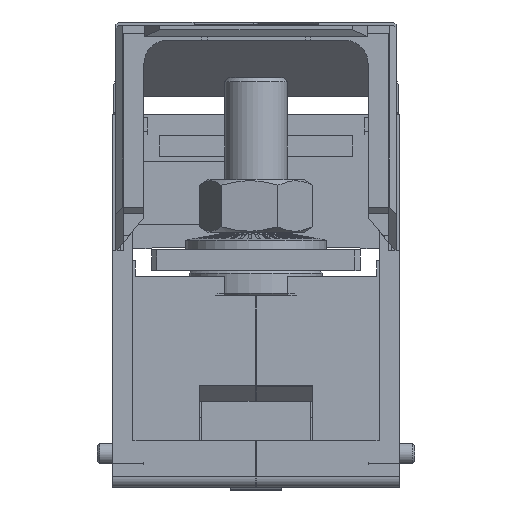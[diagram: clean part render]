
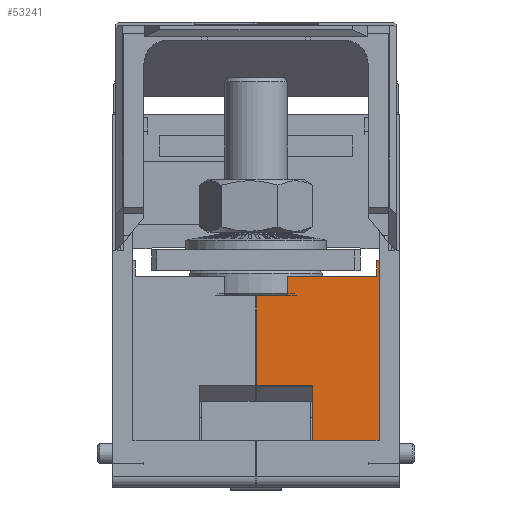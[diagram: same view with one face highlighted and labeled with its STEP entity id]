
A CAD part, left-side view. The second image highlights one B-rep face of the part: STEP entity #53241.
In plain terms, the highlighted planar face has unit normal (-1, 0, 0).
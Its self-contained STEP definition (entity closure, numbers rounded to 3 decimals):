
#3949=ORIENTED_EDGE('',*,*,#19680,.T.);
#3950=ORIENTED_EDGE('',*,*,#19681,.T.);
#3951=ORIENTED_EDGE('',*,*,#19285,.F.);
#3952=ORIENTED_EDGE('',*,*,#19682,.T.);
#3953=ORIENTED_EDGE('',*,*,#19683,.F.);
#3954=ORIENTED_EDGE('',*,*,#19684,.T.);
#3955=ORIENTED_EDGE('',*,*,#19311,.F.);
#3956=ORIENTED_EDGE('',*,*,#18308,.T.);
#3957=ORIENTED_EDGE('',*,*,#18283,.F.);
#3958=ORIENTED_EDGE('',*,*,#19685,.F.);
#3959=ORIENTED_EDGE('',*,*,#19686,.T.);
#3960=ORIENTED_EDGE('',*,*,#18304,.F.);
#3961=ORIENTED_EDGE('',*,*,#19687,.T.);
#3962=ORIENTED_EDGE('',*,*,#19688,.F.);
#3963=ORIENTED_EDGE('',*,*,#19095,.T.);
#3964=ORIENTED_EDGE('',*,*,#19689,.F.);
#3965=ORIENTED_EDGE('',*,*,#19690,.T.);
#3966=ORIENTED_EDGE('',*,*,#19691,.T.);
#3967=ORIENTED_EDGE('',*,*,#19654,.F.);
#3968=ORIENTED_EDGE('',*,*,#19692,.T.);
#3969=ORIENTED_EDGE('',*,*,#19693,.F.);
#3970=ORIENTED_EDGE('',*,*,#19694,.T.);
#3971=ORIENTED_EDGE('',*,*,#19293,.F.);
#3972=ORIENTED_EDGE('',*,*,#19695,.T.);
#18283=EDGE_CURVE('',#26192,#26193,#31476,.T.);
#18304=EDGE_CURVE('',#26212,#26213,#31491,.T.);
#18308=EDGE_CURVE('',#26216,#26193,#31494,.T.);
#19095=EDGE_CURVE('',#26996,#26995,#32014,.T.);
#19285=EDGE_CURVE('',#27170,#27171,#32180,.T.);
#19293=EDGE_CURVE('',#27178,#27179,#32184,.T.);
#19311=EDGE_CURVE('',#26216,#27195,#32195,.T.);
#19654=EDGE_CURVE('',#27477,#27478,#32469,.T.);
#19680=EDGE_CURVE('',#27502,#27503,#32489,.T.);
#19681=EDGE_CURVE('',#27503,#27171,#32490,.T.);
#19682=EDGE_CURVE('',#27170,#27504,#32491,.F.);
#19683=EDGE_CURVE('',#27505,#27504,#32492,.T.);
#19684=EDGE_CURVE('',#27505,#27195,#32493,.T.);
#19685=EDGE_CURVE('',#27506,#26192,#32494,.T.);
#19686=EDGE_CURVE('',#27506,#26213,#32495,.T.);
#19687=EDGE_CURVE('',#26212,#27507,#32496,.F.);
#19688=EDGE_CURVE('',#26996,#27507,#32497,.T.);
#19689=EDGE_CURVE('',#27508,#26995,#32498,.T.);
#19690=EDGE_CURVE('',#27508,#27509,#32499,.T.);
#19691=EDGE_CURVE('',#27509,#27478,#32500,.T.);
#19692=EDGE_CURVE('',#27477,#27510,#32501,.T.);
#19693=EDGE_CURVE('',#27511,#27510,#32502,.T.);
#19694=EDGE_CURVE('',#27511,#27179,#32503,.T.);
#19695=EDGE_CURVE('',#27178,#27502,#32504,.F.);
#26192=VERTEX_POINT('',#75786);
#26193=VERTEX_POINT('',#75787);
#26212=VERTEX_POINT('',#75828);
#26213=VERTEX_POINT('',#75829);
#26216=VERTEX_POINT('',#75837);
#26995=VERTEX_POINT('',#78818);
#26996=VERTEX_POINT('',#78820);
#27170=VERTEX_POINT('',#79208);
#27171=VERTEX_POINT('',#79210);
#27178=VERTEX_POINT('',#79224);
#27179=VERTEX_POINT('',#79226);
#27195=VERTEX_POINT('',#79260);
#27477=VERTEX_POINT('',#79931);
#27478=VERTEX_POINT('',#79933);
#27502=VERTEX_POINT('',#79987);
#27503=VERTEX_POINT('',#79988);
#27504=VERTEX_POINT('',#79991);
#27505=VERTEX_POINT('',#79993);
#27506=VERTEX_POINT('',#79996);
#27507=VERTEX_POINT('',#79999);
#27508=VERTEX_POINT('',#80002);
#27509=VERTEX_POINT('',#80004);
#27510=VERTEX_POINT('',#80007);
#27511=VERTEX_POINT('',#80009);
#31476=LINE('',#75785,#37816);
#31491=LINE('',#75827,#37831);
#31494=LINE('',#75836,#37834);
#32014=LINE('',#78819,#38354);
#32180=LINE('',#79209,#38520);
#32184=LINE('',#79225,#38524);
#32195=LINE('',#79259,#38535);
#32469=LINE('',#79932,#38809);
#32489=LINE('',#79986,#38829);
#32490=LINE('',#79989,#38830);
#32491=LINE('',#79990,#38831);
#32492=LINE('',#79992,#38832);
#32493=LINE('',#79994,#38833);
#32494=LINE('',#79995,#38834);
#32495=LINE('',#79997,#38835);
#32496=LINE('',#79998,#38836);
#32497=LINE('',#80000,#38837);
#32498=LINE('',#80001,#38838);
#32499=LINE('',#80003,#38839);
#32500=LINE('',#80005,#38840);
#32501=LINE('',#80006,#38841);
#32502=LINE('',#80008,#38842);
#32503=LINE('',#80010,#38843);
#32504=LINE('',#80011,#38844);
#37816=VECTOR('',#61404,1000.);
#37831=VECTOR('',#61433,1000.);
#37834=VECTOR('',#61440,1000.);
#38354=VECTOR('',#62368,1000.);
#38520=VECTOR('',#62632,1000.);
#38524=VECTOR('',#62644,1000.);
#38535=VECTOR('',#62669,1000.);
#38809=VECTOR('',#63175,1000.);
#38829=VECTOR('',#63215,1000.);
#38830=VECTOR('',#63216,1000.);
#38831=VECTOR('',#63217,1000.);
#38832=VECTOR('',#63218,1000.);
#38833=VECTOR('',#63219,1000.);
#38834=VECTOR('',#63220,1000.);
#38835=VECTOR('',#63221,1000.);
#38836=VECTOR('',#63222,1000.);
#38837=VECTOR('',#63223,1000.);
#38838=VECTOR('',#63224,1000.);
#38839=VECTOR('',#63225,1000.);
#38840=VECTOR('',#63226,1000.);
#38841=VECTOR('',#63227,1000.);
#38842=VECTOR('',#63228,1000.);
#38843=VECTOR('',#63229,1000.);
#38844=VECTOR('',#63230,1000.);
#44300=EDGE_LOOP('',(#3949,#3950,#3951,#3952,#3953,#3954,#3955,#3956,#3957,
#3958,#3959,#3960,#3961,#3962,#3963,#3964,#3965,#3966,#3967,#3968,#3969,
#3970,#3971,#3972));
#47683=FACE_BOUND('',#44300,.T.);
#50917=PLANE('',#57681);
#53241=ADVANCED_FACE('',(#47683),#50917,.T.);
#57681=AXIS2_PLACEMENT_3D('',#79985,#63213,#63214);
#61404=DIRECTION('',(0.,0.,-1.));
#61433=DIRECTION('',(0.,-1.,0.));
#61440=DIRECTION('',(0.,-1.,0.));
#62368=DIRECTION('',(0.,0.,-1.));
#62632=DIRECTION('',(0.,0.,-1.));
#62644=DIRECTION('',(0.,0.,-1.));
#62669=DIRECTION('',(0.,0.,-1.));
#63175=DIRECTION('',(0.,0.,1.));
#63213=DIRECTION('',(-1.,0.,0.));
#63214=DIRECTION('',(0.,0.,1.));
#63215=DIRECTION('',(0.,0.,1.));
#63216=DIRECTION('',(0.,1.,0.));
#63217=DIRECTION('',(0.,1.,0.));
#63218=DIRECTION('',(0.,0.,-1.));
#63219=DIRECTION('',(0.,1.,0.));
#63220=DIRECTION('',(0.,-1.,0.));
#63221=DIRECTION('',(0.,0.,-1.));
#63222=DIRECTION('',(0.,0.,1.));
#63223=DIRECTION('',(0.,-1.,0.));
#63224=DIRECTION('',(0.,1.,0.));
#63225=DIRECTION('',(0.,0.,-1.));
#63226=DIRECTION('',(0.,1.,0.));
#63227=DIRECTION('',(0.,-1.,0.));
#63228=DIRECTION('',(0.,0.,-1.));
#63229=DIRECTION('',(0.,1.,0.));
#63230=DIRECTION('',(0.,1.,0.));
#75785=CARTESIAN_POINT('',(-43.5,1.9,11.31));
#75786=CARTESIAN_POINT('',(-43.5,1.9,11.31));
#75787=CARTESIAN_POINT('',(-43.5,1.9,8.31));
#75827=CARTESIAN_POINT('',(-43.5,184.004,8.31));
#75828=CARTESIAN_POINT('',(-43.5,21.438,8.31));
#75829=CARTESIAN_POINT('',(-43.5,4.375,8.31));
#75836=CARTESIAN_POINT('',(-43.5,4.375,8.31));
#75837=CARTESIAN_POINT('',(-43.5,3.9,8.31));
#78818=CARTESIAN_POINT('',(-43.5,27.5,-12.69));
#78819=CARTESIAN_POINT('',(-43.5,27.5,8.31));
#78820=CARTESIAN_POINT('',(-43.5,27.5,4.56));
#79208=CARTESIAN_POINT('',(-43.5,3.9,-2.39));
#79209=CARTESIAN_POINT('',(-43.5,3.9,8.31));
#79210=CARTESIAN_POINT('',(-43.5,3.9,-4.59));
#79224=CARTESIAN_POINT('',(-43.5,3.9,-13.59));
#79225=CARTESIAN_POINT('',(-43.5,3.9,8.31));
#79226=CARTESIAN_POINT('',(-43.5,3.9,-15.79));
#79259=CARTESIAN_POINT('',(-43.5,3.9,8.31));
#79260=CARTESIAN_POINT('',(-43.5,3.9,6.61));
#79931=CARTESIAN_POINT('',(-43.5,22.5,-27.19));
#79932=CARTESIAN_POINT('',(-43.5,22.5,-18.69));
#79933=CARTESIAN_POINT('',(-43.5,22.5,-23.19));
#79985=CARTESIAN_POINT('',(-43.5,184.004,8.31));
#79986=CARTESIAN_POINT('',(-43.5,2.6,-14.09));
#79987=CARTESIAN_POINT('',(-43.5,2.6,-13.59));
#79988=CARTESIAN_POINT('',(-43.5,2.6,-4.59));
#79989=CARTESIAN_POINT('',(-43.5,3.9,-4.59));
#79990=CARTESIAN_POINT('',(-43.5,184.004,-2.39));
#79991=CARTESIAN_POINT('',(-43.5,2.6,-2.39));
#79992=CARTESIAN_POINT('',(-43.5,2.6,7.11));
#79993=CARTESIAN_POINT('',(-43.5,2.6,6.61));
#79994=CARTESIAN_POINT('',(-43.5,184.004,6.61));
#79995=CARTESIAN_POINT('',(-43.5,4.375,11.31));
#79996=CARTESIAN_POINT('',(-43.5,4.375,11.31));
#79997=CARTESIAN_POINT('',(-43.5,4.375,11.31));
#79998=CARTESIAN_POINT('',(-43.5,21.438,4.56));
#79999=CARTESIAN_POINT('',(-43.5,21.438,4.56));
#80000=CARTESIAN_POINT('',(-43.5,184.004,4.56));
#80001=CARTESIAN_POINT('',(-43.5,16.6,-12.69));
#80002=CARTESIAN_POINT('',(-43.5,16.6,-12.69));
#80003=CARTESIAN_POINT('',(-43.5,16.6,-12.69));
#80004=CARTESIAN_POINT('',(-43.5,16.6,-23.19));
#80005=CARTESIAN_POINT('',(-43.5,16.6,-23.19));
#80006=CARTESIAN_POINT('',(-43.5,22.5,-27.19));
#80007=CARTESIAN_POINT('',(-43.5,2.6,-27.19));
#80008=CARTESIAN_POINT('',(-43.5,2.6,-27.19));
#80009=CARTESIAN_POINT('',(-43.5,2.6,-15.79));
#80010=CARTESIAN_POINT('',(-43.5,184.004,-15.79));
#80011=CARTESIAN_POINT('',(-43.5,2.6,-13.59));
